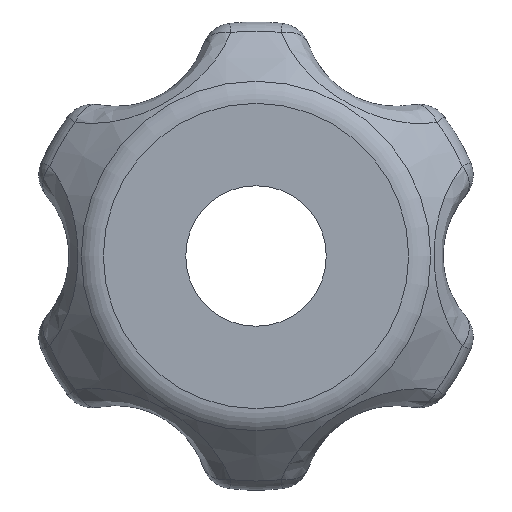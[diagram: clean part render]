
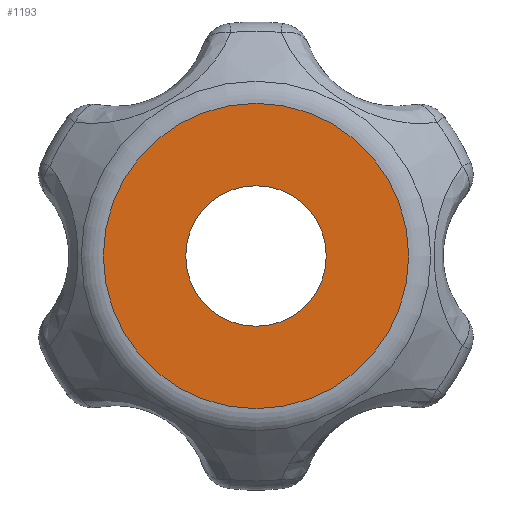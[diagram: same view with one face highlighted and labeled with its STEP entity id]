
A CAD part, front view. The second image highlights one B-rep face of the part: STEP entity #1193.
In plain terms, the highlighted planar face has unit normal (0, -1, 0).
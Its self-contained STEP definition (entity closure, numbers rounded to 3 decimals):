
#16=FACE_BOUND('',#347,.T.);
#19=PLANE('',#1394);
#259=FACE_OUTER_BOUND('',#346,.T.);
#346=EDGE_LOOP('',(#1067));
#347=EDGE_LOOP('',(#1068));
#484=CIRCLE('',#1393,4.889);
#485=CIRCLE('',#1395,2.25);
#570=VERTEX_POINT('',#2851);
#571=VERTEX_POINT('',#2855);
#738=EDGE_CURVE('',#570,#570,#484,.T.);
#739=EDGE_CURVE('',#571,#571,#485,.T.);
#1067=ORIENTED_EDGE('',*,*,#738,.F.);
#1068=ORIENTED_EDGE('',*,*,#739,.T.);
#1193=ADVANCED_FACE('',(#259,#16),#19,.T.);
#1393=AXIS2_PLACEMENT_3D('',#2853,#1775,#1776);
#1394=AXIS2_PLACEMENT_3D('',#2854,#1777,#1778);
#1395=AXIS2_PLACEMENT_3D('',#2856,#1779,#1780);
#1775=DIRECTION('center_axis',(0.,1.,0.));
#1776=DIRECTION('ref_axis',(0.,0.,-1.));
#1777=DIRECTION('center_axis',(0.,-1.,0.));
#1778=DIRECTION('ref_axis',(0.,0.,-1.));
#1779=DIRECTION('center_axis',(0.,1.,0.));
#1780=DIRECTION('ref_axis',(1.,0.,0.));
#2851=CARTESIAN_POINT('',(0.,0.,-4.889));
#2853=CARTESIAN_POINT('Origin',(0.,0.,0.));
#2854=CARTESIAN_POINT('Origin',(0.,0.,5.303));
#2855=CARTESIAN_POINT('',(-2.25,0.,0.));
#2856=CARTESIAN_POINT('Origin',(0.,0.,0.));
